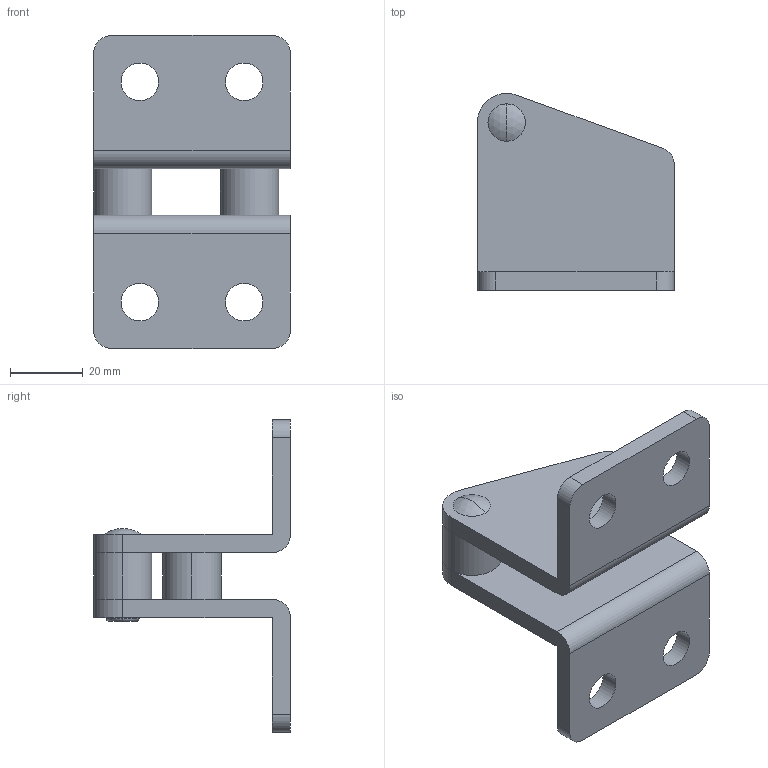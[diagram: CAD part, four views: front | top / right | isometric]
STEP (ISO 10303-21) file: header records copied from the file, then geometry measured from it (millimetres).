
FILE_DESCRIPTION (( 'STEP AP214' ), '1' );
FILE_NAME ('GH-43810-LP(Â²¤Æ).STEP', '2020-07-08T08:10:34', ( 'LinWei' ), ( '' ), 'SwSTEP 2.0', 'SolidWorks 2016', '' );
FILE_SCHEMA (( 'AUTOMOTIVE_DESIGN' ));
Length unit declared in the file: millimetre
Products named in the file (2): Group1^GH-43810-LP(簡化); GH-43810-LP(簡化)
Assembly tree (1 placements, depth 2):
  GH-43810-LP(簡化)
    Group1^GH-43810-LP(簡化)
Bounding box: 54 x 54 x 85.8 mm (x, y, z)
Volume: 44643 mm3; surface area: 20184.4 mm2
Topology: 1 solids, 1 shells, 55 faces, 136 edges, 87 vertices
Faces by surface type: cylinder 30, plane 19, sphere 2, torus 2, cone 2
Entity records: 1835 total; most frequent: DIRECTION 322, CARTESIAN_POINT 282, ORIENTED_EDGE 272, EDGE_CURVE 136, AXIS2_PLACEMENT_3D 127, VERTEX_POINT 87, EDGE_LOOP 69, VECTOR 68
